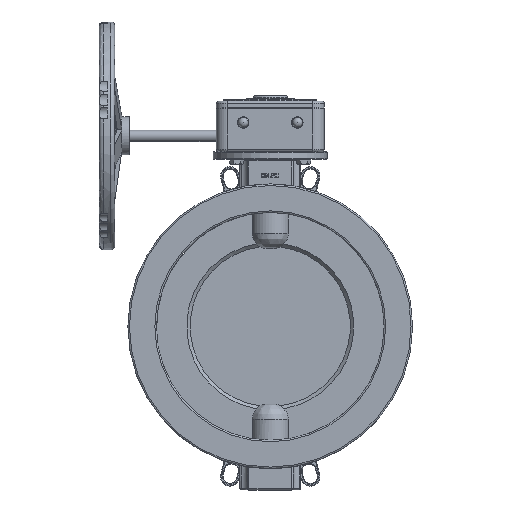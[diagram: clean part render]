
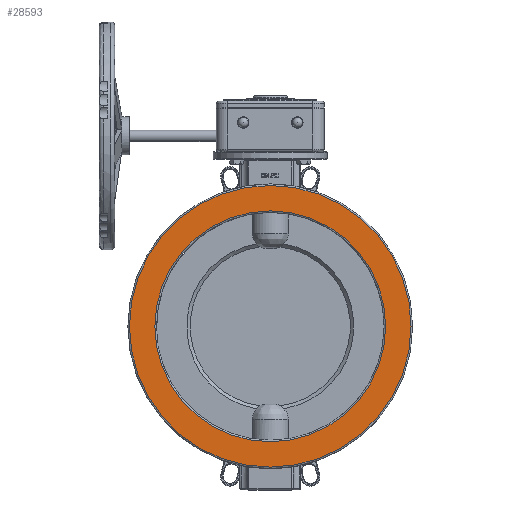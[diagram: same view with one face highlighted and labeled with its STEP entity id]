
A CAD part, top view. The second image highlights one B-rep face of the part: STEP entity #28593.
In plain terms, the highlighted planar face has unit normal (0, 0, 1).
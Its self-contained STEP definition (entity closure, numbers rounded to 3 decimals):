
#1335=CIRCLE('',#30781,152.);
#1338=CIRCLE('',#30785,185.5);
#2627=FACE_BOUND('',#5034,.T.);
#3269=FACE_OUTER_BOUND('',#5033,.T.);
#5033=EDGE_LOOP('',(#18925));
#5034=EDGE_LOOP('',(#18926));
#11454=VERTEX_POINT('',#43535);
#11456=VERTEX_POINT('',#43541);
#14213=EDGE_CURVE('',#11454,#11454,#1335,.T.);
#14216=EDGE_CURVE('',#11456,#11456,#1338,.T.);
#18925=ORIENTED_EDGE('',*,*,#14216,.F.);
#18926=ORIENTED_EDGE('',*,*,#14213,.F.);
#26230=PLANE('',#30784);
#28593=ADVANCED_FACE('',(#3269,#2627),#26230,.T.);
#30781=AXIS2_PLACEMENT_3D('',#43536,#34620,#34621);
#30784=AXIS2_PLACEMENT_3D('',#43540,#34626,#34627);
#30785=AXIS2_PLACEMENT_3D('',#43542,#34628,#34629);
#34620=DIRECTION('center_axis',(0.,0.,1.));
#34621=DIRECTION('ref_axis',(-1.,0.,0.));
#34626=DIRECTION('center_axis',(0.,0.,1.));
#34627=DIRECTION('ref_axis',(1.,0.,0.));
#34628=DIRECTION('center_axis',(0.,0.,-1.));
#34629=DIRECTION('ref_axis',(-1.,0.,0.));
#43535=CARTESIAN_POINT('',(152.,0.,39.));
#43536=CARTESIAN_POINT('Origin',(0.,0.,39.));
#43540=CARTESIAN_POINT('Origin',(0.,0.,39.));
#43541=CARTESIAN_POINT('',(-185.5,0.,39.));
#43542=CARTESIAN_POINT('Origin',(0.,0.,39.));
